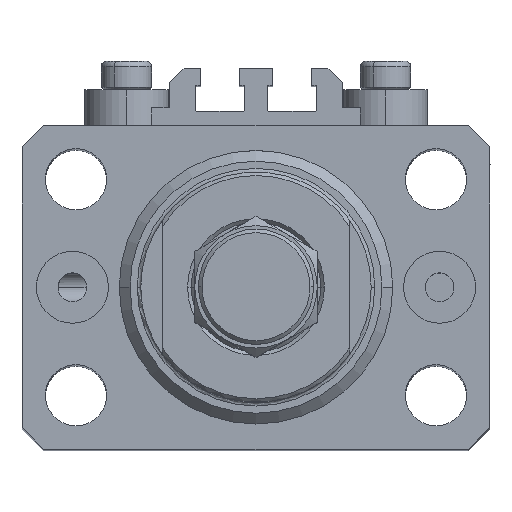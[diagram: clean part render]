
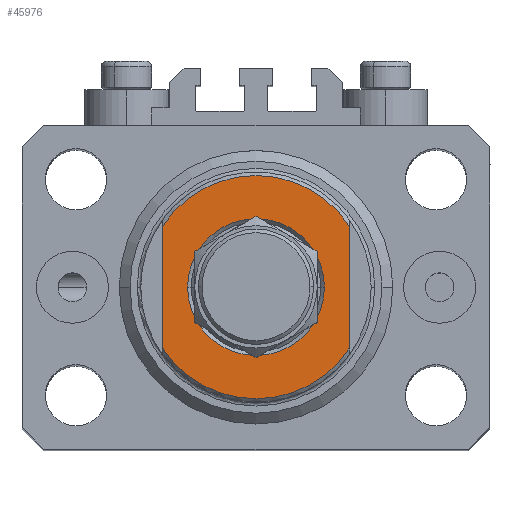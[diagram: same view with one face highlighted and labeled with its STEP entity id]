
A CAD part, top view. The second image highlights one B-rep face of the part: STEP entity #45976.
In plain terms, the highlighted face is planar.
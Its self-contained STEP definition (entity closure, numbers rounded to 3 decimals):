
#506 = CARTESIAN_POINT ( 'NONE',  ( 13., -8.441, -6.5 ) ) ;
#1916 = CIRCLE ( 'NONE', #8230, 9.5 ) ;
#2763 = ORIENTED_EDGE ( 'NONE', *, *, #26563, .T. ) ;
#4778 = CARTESIAN_POINT ( 'NONE',  ( 13., 8.441, -6.5 ) ) ;
#6468 = DIRECTION ( 'NONE',  ( 0., -1., 0. ) ) ;
#7665 = LINE ( 'NONE', #30883, #40057 ) ;
#7848 = EDGE_CURVE ( 'NONE', #16970, #36880, #7665, .T. ) ;
#8230 = AXIS2_PLACEMENT_3D ( 'NONE', #47053, #43831, #31985 ) ;
#8884 = VECTOR ( 'NONE', #6468, 1000. ) ;
#9066 = DIRECTION ( 'NONE',  ( -1., 0., 0. ) ) ;
#9196 = AXIS2_PLACEMENT_3D ( 'NONE', #41801, #15827, #42297 ) ;
#9295 = CARTESIAN_POINT ( 'NONE',  ( -13., 8.441, -6.5 ) ) ;
#10044 = AXIS2_PLACEMENT_3D ( 'NONE', #31310, #35012, #15961 ) ;
#10729 = VERTEX_POINT ( 'NONE', #36875 ) ;
#10805 = ORIENTED_EDGE ( 'NONE', *, *, #7848, .F. ) ;
#11965 = AXIS2_PLACEMENT_3D ( 'NONE', #20185, #35268, #9066 ) ;
#14333 = ORIENTED_EDGE ( 'NONE', *, *, #18221, .T. ) ;
#15827 = DIRECTION ( 'NONE',  ( 0., 0., -1. ) ) ;
#15961 = DIRECTION ( 'NONE',  ( -1., 0., 0. ) ) ;
#16006 = ORIENTED_EDGE ( 'NONE', *, *, #31429, .T. ) ;
#16970 = VERTEX_POINT ( 'NONE', #9295 ) ;
#18221 = EDGE_CURVE ( 'NONE', #10729, #48051, #1916, .T. ) ;
#19421 = CARTESIAN_POINT ( 'NONE',  ( 0., 0., -6.5 ) ) ;
#19664 = DIRECTION ( 'NONE',  ( -1., 0., 0. ) ) ;
#20185 = CARTESIAN_POINT ( 'NONE',  ( 0., 0., -6.5 ) ) ;
#21625 = ORIENTED_EDGE ( 'NONE', *, *, #37432, .T. ) ;
#21657 = AXIS2_PLACEMENT_3D ( 'NONE', #19421, #35000, #19664 ) ;
#22241 = CARTESIAN_POINT ( 'NONE',  ( -9.5, 0., -6.5 ) ) ;
#23075 = VERTEX_POINT ( 'NONE', #4778 ) ;
#23252 = EDGE_LOOP ( 'NONE', ( #33354, #2763, #16006, #10805 ) ) ;
#26481 = FACE_OUTER_BOUND ( 'NONE', #23252, .T. ) ;
#26563 = EDGE_CURVE ( 'NONE', #23075, #42434, #35646, .T. ) ;
#26731 = FACE_BOUND ( 'NONE', #40580, .T. ) ;
#27230 = PLANE ( 'NONE',  #9196 ) ;
#30647 = DIRECTION ( 'NONE',  ( 0., -1., 0. ) ) ;
#30883 = CARTESIAN_POINT ( 'NONE',  ( -13., -43.081, -6.5 ) ) ;
#31310 = CARTESIAN_POINT ( 'NONE',  ( 0., 0., -6.5 ) ) ;
#31429 = EDGE_CURVE ( 'NONE', #42434, #36880, #36476, .T. ) ;
#31985 = DIRECTION ( 'NONE',  ( -1., 0., 0. ) ) ;
#33354 = ORIENTED_EDGE ( 'NONE', *, *, #48438, .T. ) ;
#34533 = CIRCLE ( 'NONE', #10044, 15.5 ) ;
#34870 = CARTESIAN_POINT ( 'NONE',  ( -13., -8.441, -6.5 ) ) ;
#35000 = DIRECTION ( 'NONE',  ( 0., 0., 1. ) ) ;
#35012 = DIRECTION ( 'NONE',  ( 0., 0., -1. ) ) ;
#35268 = DIRECTION ( 'NONE',  ( 0., 0., -1. ) ) ;
#35646 = LINE ( 'NONE', #47743, #8884 ) ;
#36476 = CIRCLE ( 'NONE', #11965, 15.5 ) ;
#36875 = CARTESIAN_POINT ( 'NONE',  ( 9.5, 0., -6.5 ) ) ;
#36880 = VERTEX_POINT ( 'NONE', #34870 ) ;
#37432 = EDGE_CURVE ( 'NONE', #48051, #10729, #42968, .T. ) ;
#40057 = VECTOR ( 'NONE', #30647, 1000. ) ;
#40580 = EDGE_LOOP ( 'NONE', ( #21625, #14333 ) ) ;
#41801 = CARTESIAN_POINT ( 'NONE',  ( 0., 0., -6.5 ) ) ;
#42297 = DIRECTION ( 'NONE',  ( -1., 0., 0. ) ) ;
#42434 = VERTEX_POINT ( 'NONE', #506 ) ;
#42968 = CIRCLE ( 'NONE', #21657, 9.5 ) ;
#43831 = DIRECTION ( 'NONE',  ( 0., 0., 1. ) ) ;
#45976 = ADVANCED_FACE ( 'NONE', ( #26731, #26481 ), #27230, .T. ) ;
#47053 = CARTESIAN_POINT ( 'NONE',  ( 0., 0., -6.5 ) ) ;
#47743 = CARTESIAN_POINT ( 'NONE',  ( 13., -43.081, -6.5 ) ) ;
#48051 = VERTEX_POINT ( 'NONE', #22241 ) ;
#48438 = EDGE_CURVE ( 'NONE', #16970, #23075, #34533, .T. ) ;
